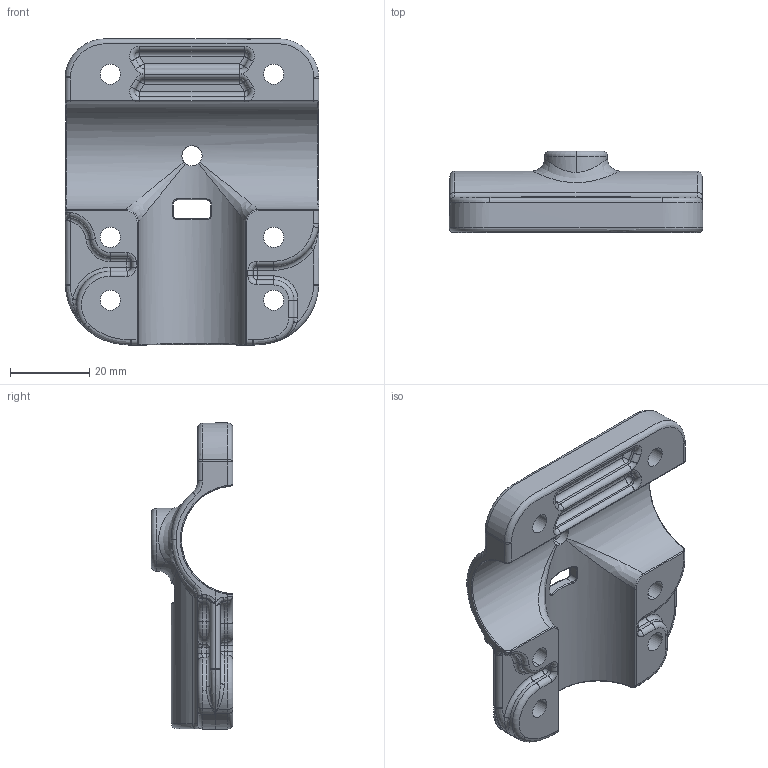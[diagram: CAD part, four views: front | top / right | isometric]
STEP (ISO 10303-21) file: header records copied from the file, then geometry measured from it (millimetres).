
FILE_DESCRIPTION (( 'STEP AP214' ), '1' );
FILE_NAME ('am-5111_half Gate Pipe T-Clamp Half.STEP', '2023-04-13T14:15:52', ( '' ), ( '' ), 'SwSTEP 2.0', 'SolidWorks 2022', '' );
FILE_SCHEMA (( 'AUTOMOTIVE_DESIGN' ));
Length unit declared in the file: inch
Products named in the file (1): am-5111_half Gate Pipe T-Clamp Half
Bounding box: 64.22 x 20.64 x 77.49 mm (x, y, z)
Volume: 21998.1 mm3; surface area: 14667.6 mm2
Topology: 1 solids, 1 shells, 537 faces, 1273 edges, 715 vertices
Faces by surface type: cylinder 199, bspline 141, plane 90, torus 69, sphere 28, cone 10
Entity records: 20718 total; most frequent: CARTESIAN_POINT 9384, ORIENTED_EDGE 2490, DIRECTION 2277, EDGE_CURVE 1245, AXIS2_PLACEMENT_3D 937, VERTEX_POINT 711, EDGE_LOOP 554, CIRCLE 540
